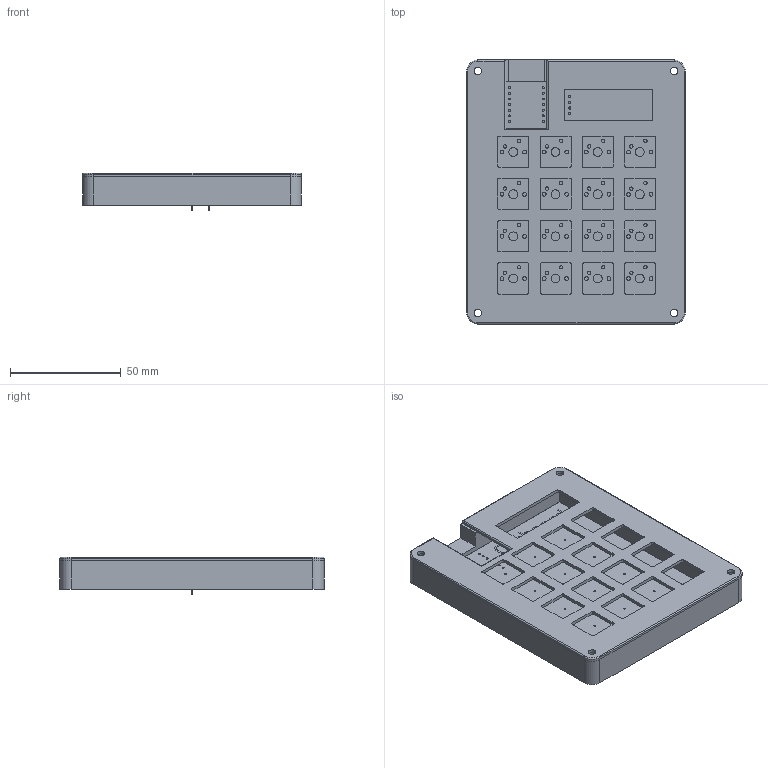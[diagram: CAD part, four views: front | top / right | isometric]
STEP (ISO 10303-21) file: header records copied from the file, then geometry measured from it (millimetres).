
FILE_DESCRIPTION(/* description */ ('STEP AP242','CAx-IF Rec.Pracs.---Representation and Presentation of Product Manufacturing Information (PMI)---4.0---2014-10-13','CAx-IF Rec.Pracs.---3D Tessellated Geometry---0.4---2014-09-14','2;1','CAx-IF Rec.Pracs.---User Defined Attributes---1.5---2016-08-15'),/* implementation_level */ '2;1');
FILE_NAME(/* name */ '6915532f61c0c1ab6e66f89c',/* time_stamp */ '2025-11-13T03:40:32Z',/* author */ (''),/* organization */ (''),/* preprocessor_version */ 'ST-DEVELOPER v20',/* originating_system */ 'ONSHAPE BY PTC INC, 1.206',/* authorisation */ ' ');
FILE_SCHEMA (('AP242_MANAGED_MODEL_BASED_3D_ENGINEERING_MIM_LF { 1 0 10303 442 1 1 4 }'));
Length unit declared in the file: metre
Products named in the file (10): Assembly 1; hackpad_PCB; D_DO-35_SOD27_P7.62mm_Horizontal; Part 5; Part 1; Part 2; Part 3; Part 4
Assembly tree (9 placements, depth 2):
  Assembly 1
    hackpad_PCB
    D_DO-35_SOD27_P7.62mm_Horizontal
    Part 5
    D_DO-35_SOD27_P7.62mm_Horizontal
    Part 1
    Part 1
    Part 2
    Part 3
    Part 4
Bounding box: 98.5 x 119 x 17 mm (x, y, z)
Volume: 93230.5 mm3; surface area: 68339.2 mm2
Topology: 9 solids, 9 shells, 516 faces, 1436 edges, 952 vertices
Faces by surface type: cylinder 243, plane 176, bspline 89, torus 8
Full cylindrical faces by diameter (mm): 0.5 x3, 0.8 x32, 0.889 x14, 1 x4, 1.5 x32, 1.7 x32, 2 x2, 2.02 x1, 3.4 x8, 4 x16, 6 x8
Entity records: 17112 total; most frequent: CARTESIAN_POINT 3733, ORIENTED_EDGE 2556, DIRECTION 2462, EDGE_CURVE 1278, EDGE_LOOP 1004, FACE_BOUND 1004, VERTEX_POINT 950, AXIS2_PLACEMENT_3D 925
